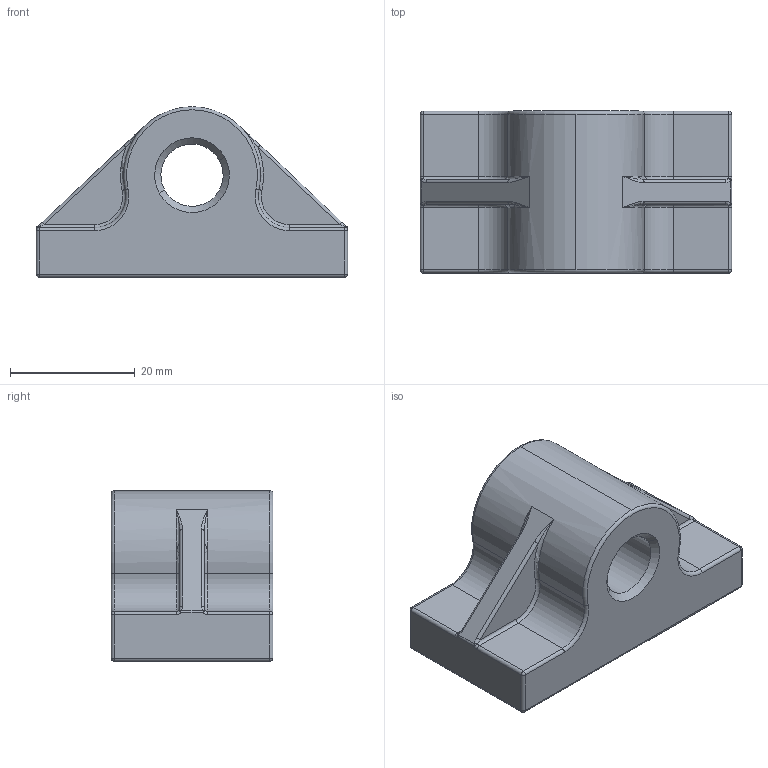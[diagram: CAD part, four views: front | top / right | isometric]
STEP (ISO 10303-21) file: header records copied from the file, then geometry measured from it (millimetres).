
FILE_DESCRIPTION(('CATIA V5 STEP Exchange'),'2;1');
FILE_NAME('EL_01009 OK(Container mounting point).v2.stp','2022-11-15T17:48:14+00:00',('none'),('none'),'CATIA Version 5 Release 19 SP 2 (IN-10)','CATIA V5 STEP AP203','none');
FILE_SCHEMA(('CONFIG_CONTROL_DESIGN'));
Length unit declared in the file: millimetre
Products named in the file (1): EL_01009 (Container mounting point front).v2.0
Bounding box: 50 x 26 x 27.4 mm (x, y, z)
Volume: 18944.6 mm3; surface area: 6075.4 mm2
Topology: 1 solids, 1 shells, 91 faces, 213 edges, 108 vertices
Faces by surface type: cylinder 34, torus 18, plane 15, sphere 12, bspline 8, cone 4
Entity records: 2756 total; most frequent: CARTESIAN_POINT 872, ORIENTED_EDGE 394, DIRECTION 327, EDGE_CURVE 197, AXIS2_PLACEMENT_3D 183, VERTEX_POINT 108, CIRCLE 106, EDGE_LOOP 93
